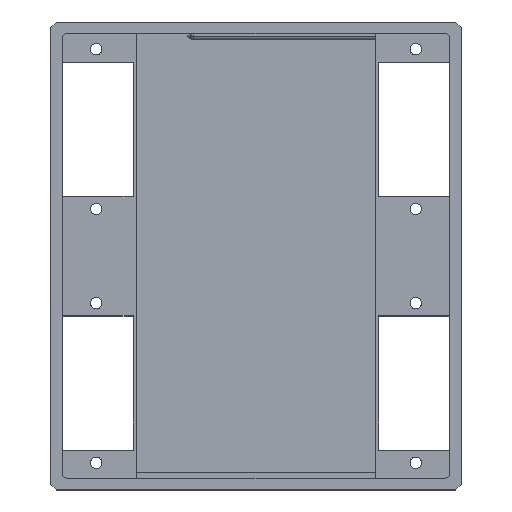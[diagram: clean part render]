
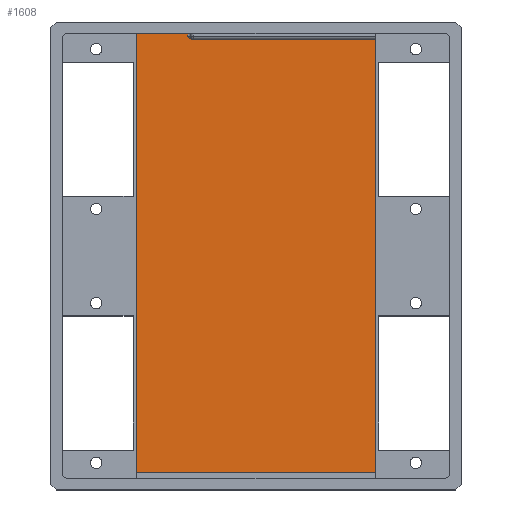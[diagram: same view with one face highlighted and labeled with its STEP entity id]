
A CAD part, top view. The second image highlights one B-rep face of the part: STEP entity #1608.
In plain terms, the highlighted planar face has unit normal (0, 0, 1).
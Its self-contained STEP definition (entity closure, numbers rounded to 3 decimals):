
#52=PLANE('',#1719);
#99=B_SPLINE_CURVE_WITH_KNOTS('',3,(#2320,#2321,#2322,#2323,#2324,#2325),
 .UNSPECIFIED.,.F.,.F.,(4,2,4),(0.253,0.291,0.35),
 .UNSPECIFIED.);
#111=FACE_OUTER_BOUND('',#196,.T.);
#196=EDGE_LOOP('',(#1152,#1153,#1154,#1155,#1156,#1157,#1158));
#305=LINE('',#2343,#477);
#318=LINE('',#2371,#490);
#323=LINE('',#2392,#495);
#325=LINE('',#2396,#497);
#326=LINE('',#2398,#498);
#327=LINE('',#2399,#499);
#477=VECTOR('',#1874,10.);
#490=VECTOR('',#1897,10.);
#495=VECTOR('',#1914,10.);
#497=VECTOR('',#1918,1.);
#498=VECTOR('',#1919,10.);
#499=VECTOR('',#1920,1.);
#711=VERTEX_POINT('',#2318);
#712=VERTEX_POINT('',#2319);
#717=VERTEX_POINT('',#2341);
#727=VERTEX_POINT('',#2369);
#737=VERTEX_POINT('',#2391);
#738=VERTEX_POINT('',#2395);
#739=VERTEX_POINT('',#2397);
#863=EDGE_CURVE('',#711,#712,#99,.F.);
#873=EDGE_CURVE('',#717,#711,#305,.T.);
#887=EDGE_CURVE('',#727,#717,#318,.T.);
#897=EDGE_CURVE('',#712,#737,#323,.T.);
#899=EDGE_CURVE('',#738,#727,#325,.T.);
#900=EDGE_CURVE('',#738,#739,#326,.F.);
#901=EDGE_CURVE('',#739,#737,#327,.T.);
#1152=ORIENTED_EDGE('',*,*,#873,.F.);
#1153=ORIENTED_EDGE('',*,*,#887,.F.);
#1154=ORIENTED_EDGE('',*,*,#899,.F.);
#1155=ORIENTED_EDGE('',*,*,#900,.T.);
#1156=ORIENTED_EDGE('',*,*,#901,.T.);
#1157=ORIENTED_EDGE('',*,*,#897,.F.);
#1158=ORIENTED_EDGE('',*,*,#863,.F.);
#1608=ADVANCED_FACE('',(#111),#52,.F.);
#1719=AXIS2_PLACEMENT_3D('',#2394,#1916,#1917);
#1874=DIRECTION('',(0.,-1.,0.));
#1897=DIRECTION('',(1.,0.,0.));
#1914=DIRECTION('',(1.,0.,0.));
#1916=DIRECTION('center_axis',(0.,0.,-1.));
#1917=DIRECTION('ref_axis',(-1.,0.,0.));
#1918=DIRECTION('',(0.,1.,0.));
#1919=DIRECTION('',(-1.,0.,0.));
#1920=DIRECTION('',(0.,1.,0.));
#2318=CARTESIAN_POINT('',(-11.944,38.5,-2.));
#2319=CARTESIAN_POINT('',(-11.078,38.,-2.));
#2320=CARTESIAN_POINT('Ctrl Pts',(-11.078,38.,-2.));
#2321=CARTESIAN_POINT('Ctrl Pts',(-11.206,38.,-2.));
#2322=CARTESIAN_POINT('Ctrl Pts',(-11.352,38.045,-2.));
#2323=CARTESIAN_POINT('Ctrl Pts',(-11.637,38.198,-2.));
#2324=CARTESIAN_POINT('Ctrl Pts',(-11.806,38.361,-2.));
#2325=CARTESIAN_POINT('Ctrl Pts',(-11.944,38.5,-2.));
#2341=CARTESIAN_POINT('',(-11.944,39.,-2.));
#2343=CARTESIAN_POINT('',(-11.944,38.75,-2.));
#2369=CARTESIAN_POINT('',(-21.,39.,-2.));
#2371=CARTESIAN_POINT('',(-17.,39.,-2.));
#2391=CARTESIAN_POINT('',(21.,38.,-2.));
#2392=CARTESIAN_POINT('',(0.,38.,-2.));
#2394=CARTESIAN_POINT('Origin',(0.,38.5,-2.));
#2395=CARTESIAN_POINT('',(-21.,-38.,-2.));
#2396=CARTESIAN_POINT('',(-21.,-23.5,-2.));
#2397=CARTESIAN_POINT('',(21.,-38.,-2.));
#2398=CARTESIAN_POINT('',(-16.,-38.,-2.));
#2399=CARTESIAN_POINT('',(21.,-33.5,-2.));
